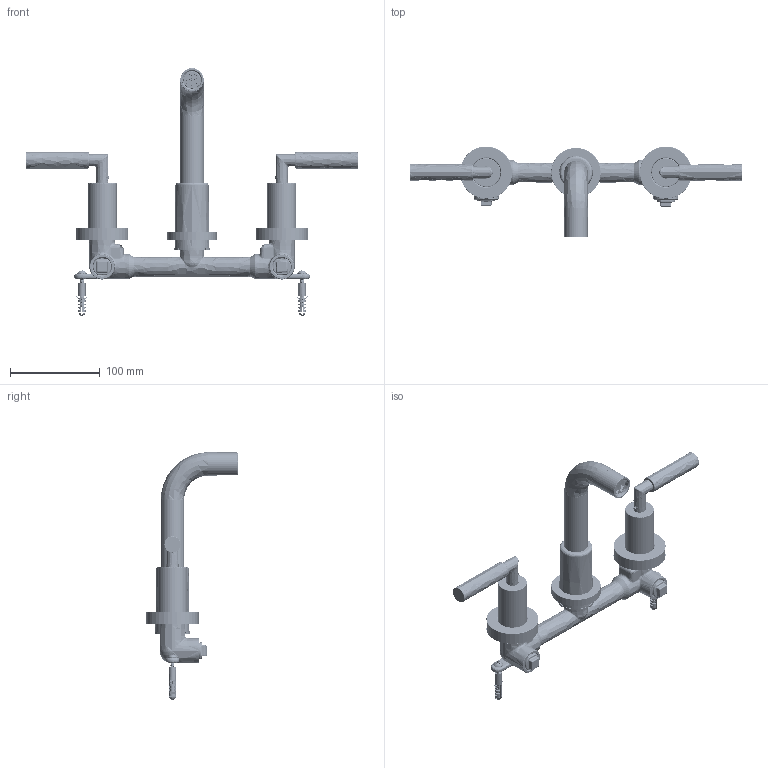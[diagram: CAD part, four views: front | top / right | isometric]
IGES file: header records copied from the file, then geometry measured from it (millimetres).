
Start section: SolidWorks IGES file using analytic representation for surfaces
Global section: file name: TE430_tb06105043-b_asm.IGS; native system: SolidWorks 2018; preprocessor: SolidWorks 2018; author: Jorge; date: 181003.133314; units: millimetre
Bounding box: 369.5 x 101.5 x 275.68 mm (x, y, z)
Surface area: 242011.4 mm2 (no closed solid volume)
Topology: 0 solids, 0 shells, 4822 faces, 63286 edges, 63242 vertices
Faces by surface type: revolution 2484, bspline 2338
